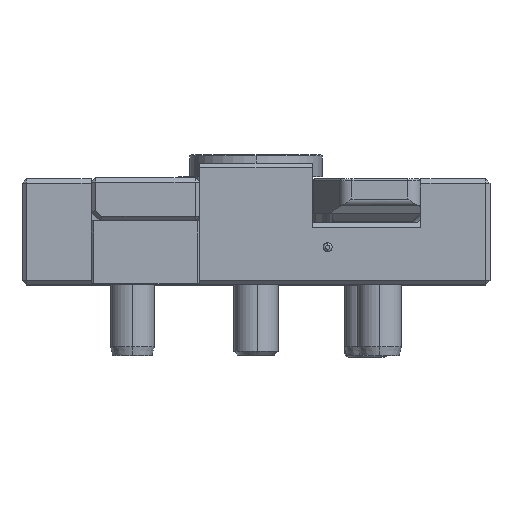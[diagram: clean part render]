
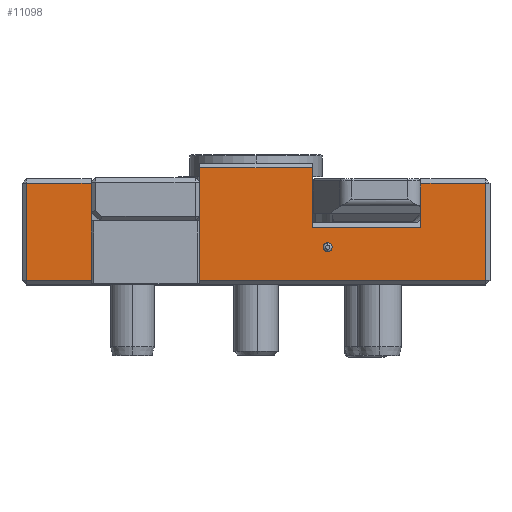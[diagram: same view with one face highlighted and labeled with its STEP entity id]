
A CAD part, top view. The second image highlights one B-rep face of the part: STEP entity #11098.
In plain terms, the highlighted face is planar.
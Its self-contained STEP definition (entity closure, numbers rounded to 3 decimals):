
#8 = DIRECTION ( 'NONE',  ( 0., 1., 0. ) ) ;
#313 = EDGE_CURVE ( 'NONE', #10145, #10217, #10973, .T. ) ;
#405 = VERTEX_POINT ( 'NONE', #6225 ) ;
#463 = DIRECTION ( 'NONE',  ( 1., 0., 0. ) ) ;
#712 = AXIS2_PLACEMENT_3D ( 'NONE', #5229, #4208, #463 ) ;
#802 = VERTEX_POINT ( 'NONE', #11480 ) ;
#848 = EDGE_LOOP ( 'NONE', ( #10265, #3199, #11112, #10295, #10135, #10085, #3692, #11989, #4963, #8660, #9566, #6348 ) ) ;
#1144 = EDGE_CURVE ( 'NONE', #10217, #4944, #7753, .T. ) ;
#1158 = CIRCLE ( 'NONE', #7847, 1. ) ;
#1159 = CARTESIAN_POINT ( 'NONE',  ( 12.75, 14., -21. ) ) ;
#1306 = CARTESIAN_POINT ( 'NONE',  ( -37.35, 14., -21. ) ) ;
#1478 = CARTESIAN_POINT ( 'NONE',  ( -16.25, 8.5, -21. ) ) ;
#1492 = LINE ( 'NONE', #8290, #3024 ) ;
#1519 = VECTOR ( 'NONE', #6511, 1000. ) ;
#1719 = CARTESIAN_POINT ( 'NONE',  ( -37.35, 13., -21. ) ) ;
#1749 = CARTESIAN_POINT ( 'NONE',  ( -12.75, 13., -21. ) ) ;
#1923 = EDGE_CURVE ( 'NONE', #6956, #5619, #11660, .T. ) ;
#2088 = DIRECTION ( 'NONE',  ( 0., -1., 0. ) ) ;
#2300 = VECTOR ( 'NONE', #9787, 1000. ) ;
#2351 = VERTEX_POINT ( 'NONE', #5396 ) ;
#2389 = FACE_BOUND ( 'NONE', #9453, .T. ) ;
#2406 = DIRECTION ( 'NONE',  ( 0., -1., 0. ) ) ;
#2411 = LINE ( 'NONE', #2663, #1519 ) ;
#2542 = AXIS2_PLACEMENT_3D ( 'NONE', #12266, #10429, #7705 ) ;
#2663 = CARTESIAN_POINT ( 'NONE',  ( -53., 26.5, -21. ) ) ;
#2981 = CARTESIAN_POINT ( 'NONE',  ( -53., 23., -21. ) ) ;
#3024 = VECTOR ( 'NONE', #4419, 1000. ) ;
#3051 = LINE ( 'NONE', #6042, #3236 ) ;
#3199 = ORIENTED_EDGE ( 'NONE', *, *, #9854, .T. ) ;
#3222 = VERTEX_POINT ( 'NONE', #3438 ) ;
#3236 = VECTOR ( 'NONE', #2088, 1000. ) ;
#3336 = CARTESIAN_POINT ( 'NONE',  ( -53., 13., -21. ) ) ;
#3438 = CARTESIAN_POINT ( 'NONE',  ( 12.75, 13., -21. ) ) ;
#3692 = ORIENTED_EDGE ( 'NONE', *, *, #9230, .T. ) ;
#3723 = ORIENTED_EDGE ( 'NONE', *, *, #12327, .F. ) ;
#4104 = DIRECTION ( 'NONE',  ( 0., 1., 0. ) ) ;
#4141 = CIRCLE ( 'NONE', #2542, 1. ) ;
#4208 = DIRECTION ( 'NONE',  ( 0., 0., 1. ) ) ;
#4305 = EDGE_CURVE ( 'NONE', #4861, #5619, #8109, .T. ) ;
#4419 = DIRECTION ( 'NONE',  ( 1., 0., 0. ) ) ;
#4780 = LINE ( 'NONE', #1159, #5190 ) ;
#4861 = VERTEX_POINT ( 'NONE', #1719 ) ;
#4944 = VERTEX_POINT ( 'NONE', #5806 ) ;
#4963 = ORIENTED_EDGE ( 'NONE', *, *, #4305, .F. ) ;
#5187 = CARTESIAN_POINT ( 'NONE',  ( -15.25, 8.5, -21. ) ) ;
#5190 = VECTOR ( 'NONE', #8, 1000. ) ;
#5229 = CARTESIAN_POINT ( 'NONE',  ( -53., 24., -21. ) ) ;
#5273 = VECTOR ( 'NONE', #5936, 1000. ) ;
#5396 = CARTESIAN_POINT ( 'NONE',  ( -17.25, 8.5, -21. ) ) ;
#5619 = VERTEX_POINT ( 'NONE', #9062 ) ;
#5806 = CARTESIAN_POINT ( 'NONE',  ( -52., 1., -21. ) ) ;
#5842 = CARTESIAN_POINT ( 'NONE',  ( -52., 23., -21. ) ) ;
#5936 = DIRECTION ( 'NONE',  ( -1., 0., 0. ) ) ;
#6042 = CARTESIAN_POINT ( 'NONE',  ( 37.35, 24., -21. ) ) ;
#6103 = EDGE_CURVE ( 'NONE', #405, #10145, #1492, .T. ) ;
#6150 = EDGE_CURVE ( 'NONE', #802, #6886, #10140, .T. ) ;
#6181 = VERTEX_POINT ( 'NONE', #11019 ) ;
#6225 = CARTESIAN_POINT ( 'NONE',  ( 37.35, 23., -21. ) ) ;
#6348 = ORIENTED_EDGE ( 'NONE', *, *, #8753, .T. ) ;
#6420 = VERTEX_POINT ( 'NONE', #10490 ) ;
#6511 = DIRECTION ( 'NONE',  ( 1., 0., 0. ) ) ;
#6847 = VECTOR ( 'NONE', #2406, 1000. ) ;
#6886 = VERTEX_POINT ( 'NONE', #1749 ) ;
#6920 = CARTESIAN_POINT ( 'NONE',  ( -53., 1., -21. ) ) ;
#6956 = VERTEX_POINT ( 'NONE', #5842 ) ;
#7009 = LINE ( 'NONE', #3336, #12402 ) ;
#7057 = EDGE_CURVE ( 'NONE', #405, #6181, #3051, .T. ) ;
#7120 = VECTOR ( 'NONE', #11978, 1000. ) ;
#7129 = VERTEX_POINT ( 'NONE', #5187 ) ;
#7705 = DIRECTION ( 'NONE',  ( -1., 0., 0. ) ) ;
#7753 = LINE ( 'NONE', #6920, #5273 ) ;
#7847 = AXIS2_PLACEMENT_3D ( 'NONE', #1478, #11908, #9280 ) ;
#8026 = VECTOR ( 'NONE', #9831, 1000. ) ;
#8109 = LINE ( 'NONE', #1306, #10149 ) ;
#8127 = EDGE_CURVE ( 'NONE', #2351, #7129, #4141, .T. ) ;
#8202 = VECTOR ( 'NONE', #8401, 1000. ) ;
#8244 = CARTESIAN_POINT ( 'NONE',  ( 52., 23., -21. ) ) ;
#8274 = DIRECTION ( 'NONE',  ( 1., 0., 0. ) ) ;
#8290 = CARTESIAN_POINT ( 'NONE',  ( -53., 23., -21. ) ) ;
#8401 = DIRECTION ( 'NONE',  ( 0., 1., 0. ) ) ;
#8660 = ORIENTED_EDGE ( 'NONE', *, *, #11036, .T. ) ;
#8753 = EDGE_CURVE ( 'NONE', #802, #6420, #2411, .T. ) ;
#9008 = ORIENTED_EDGE ( 'NONE', *, *, #8127, .F. ) ;
#9062 = CARTESIAN_POINT ( 'NONE',  ( -37.35, 23., -21. ) ) ;
#9230 = EDGE_CURVE ( 'NONE', #4944, #6956, #9285, .T. ) ;
#9280 = DIRECTION ( 'NONE',  ( -1., 0., 0. ) ) ;
#9285 = LINE ( 'NONE', #10255, #8202 ) ;
#9453 = EDGE_LOOP ( 'NONE', ( #9008, #3723 ) ) ;
#9488 = CARTESIAN_POINT ( 'NONE',  ( 52., 1., -21. ) ) ;
#9566 = ORIENTED_EDGE ( 'NONE', *, *, #6150, .F. ) ;
#9787 = DIRECTION ( 'NONE',  ( 1., 0., 0. ) ) ;
#9831 = DIRECTION ( 'NONE',  ( 0., -1., 0. ) ) ;
#9854 = EDGE_CURVE ( 'NONE', #3222, #6181, #10674, .T. ) ;
#9964 = CARTESIAN_POINT ( 'NONE',  ( 52., 24., -21. ) ) ;
#10057 = PLANE ( 'NONE',  #712 ) ;
#10085 = ORIENTED_EDGE ( 'NONE', *, *, #1144, .T. ) ;
#10135 = ORIENTED_EDGE ( 'NONE', *, *, #313, .T. ) ;
#10140 = LINE ( 'NONE', #12104, #6847 ) ;
#10145 = VERTEX_POINT ( 'NONE', #8244 ) ;
#10149 = VECTOR ( 'NONE', #4104, 1000. ) ;
#10217 = VERTEX_POINT ( 'NONE', #9488 ) ;
#10255 = CARTESIAN_POINT ( 'NONE',  ( -52., 24., -21. ) ) ;
#10265 = ORIENTED_EDGE ( 'NONE', *, *, #11386, .F. ) ;
#10295 = ORIENTED_EDGE ( 'NONE', *, *, #6103, .T. ) ;
#10429 = DIRECTION ( 'NONE',  ( 0., 0., -1. ) ) ;
#10490 = CARTESIAN_POINT ( 'NONE',  ( 12.75, 26.5, -21. ) ) ;
#10674 = LINE ( 'NONE', #11635, #2300 ) ;
#10973 = LINE ( 'NONE', #9964, #8026 ) ;
#11019 = CARTESIAN_POINT ( 'NONE',  ( 37.35, 13., -21. ) ) ;
#11036 = EDGE_CURVE ( 'NONE', #4861, #6886, #7009, .T. ) ;
#11098 = ADVANCED_FACE ( 'NONE', ( #2389, #11138 ), #10057, .F. ) ;
#11112 = ORIENTED_EDGE ( 'NONE', *, *, #7057, .F. ) ;
#11138 = FACE_OUTER_BOUND ( 'NONE', #848, .T. ) ;
#11386 = EDGE_CURVE ( 'NONE', #3222, #6420, #4780, .T. ) ;
#11480 = CARTESIAN_POINT ( 'NONE',  ( -12.75, 26.5, -21. ) ) ;
#11635 = CARTESIAN_POINT ( 'NONE',  ( -53., 13., -21. ) ) ;
#11660 = LINE ( 'NONE', #2981, #7120 ) ;
#11908 = DIRECTION ( 'NONE',  ( 0., 0., -1. ) ) ;
#11978 = DIRECTION ( 'NONE',  ( 1., 0., 0. ) ) ;
#11989 = ORIENTED_EDGE ( 'NONE', *, *, #1923, .T. ) ;
#12104 = CARTESIAN_POINT ( 'NONE',  ( -12.75, 27.5, -21. ) ) ;
#12266 = CARTESIAN_POINT ( 'NONE',  ( -16.25, 8.5, -21. ) ) ;
#12327 = EDGE_CURVE ( 'NONE', #7129, #2351, #1158, .T. ) ;
#12402 = VECTOR ( 'NONE', #8274, 1000. ) ;
